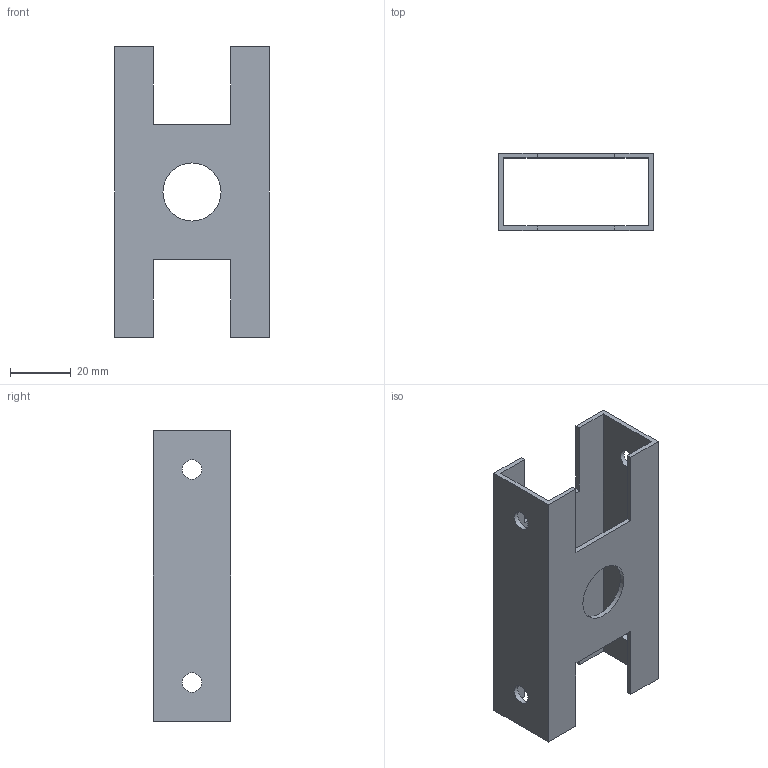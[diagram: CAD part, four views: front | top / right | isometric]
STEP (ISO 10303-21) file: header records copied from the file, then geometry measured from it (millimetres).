
FILE_DESCRIPTION(/* description */ (''),/* implementation_level */ '2;1');
FILE_NAME(/* name */ 'Diff Top Bar.stp',/* time_stamp */ '2025-03-07T10:23:35-05:00',/* author */ ('Jakeg'),/* organization */ (''),/* preprocessor_version */ 'ST-DEVELOPER v20',/* originating_system */ 'Autodesk Inventor 2025',/* authorisation */ '');
FILE_SCHEMA (('AUTOMOTIVE_DESIGN { 1 0 10303 214 3 1 1 }'));
Length unit declared in the file: inch
Products named in the file (1): Diff Top Bar
Bounding box: 50.8 x 25.4 x 95.25 mm (x, y, z)
Volume: 16881.3 mm3; surface area: 22370.8 mm2
Topology: 1 solids, 1 shells, 30 faces, 90 edges, 60 vertices
Faces by surface type: plane 24, cylinder 6
Full cylindrical faces by diameter (mm): 6.35 x4, 19.05 x2
Entity records: 1079 total; most frequent: CARTESIAN_POINT 181, ORIENTED_EDGE 180, DIRECTION 164, EDGE_CURVE 90, LINE 78, VECTOR 78, VERTEX_POINT 60, AXIS2_PLACEMENT_3D 43
